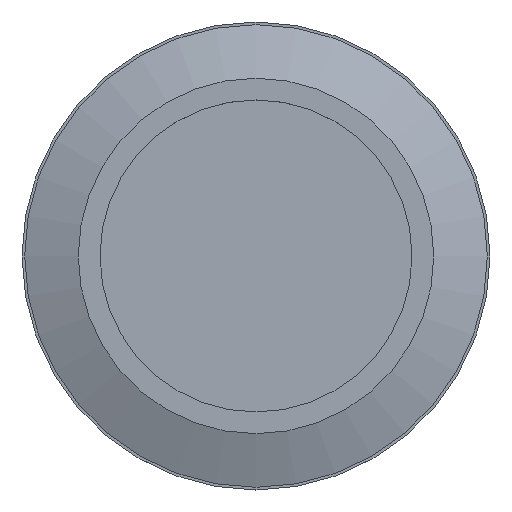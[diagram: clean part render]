
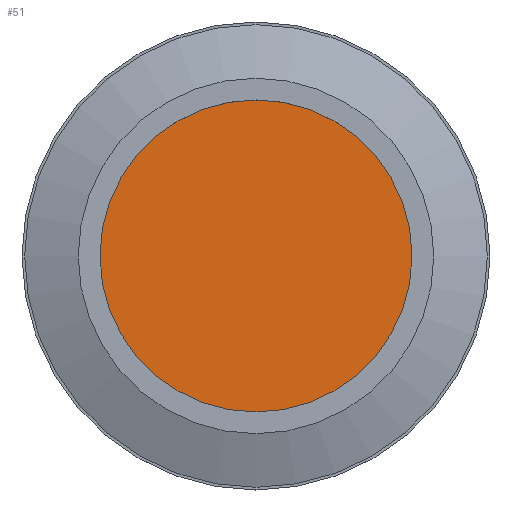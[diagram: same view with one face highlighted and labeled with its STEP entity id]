
A CAD part, top view. The second image highlights one B-rep face of the part: STEP entity #51.
In plain terms, the highlighted planar face has unit normal (0, 0, 1).
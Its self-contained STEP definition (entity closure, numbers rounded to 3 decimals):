
#51 = ADVANCED_FACE( '', ( #110 ), #111, .F. );
#110 = FACE_OUTER_BOUND( '', #175, .T. );
#111 = PLANE( '', #176 );
#175 = EDGE_LOOP( '', ( #246 ) );
#176 = AXIS2_PLACEMENT_3D( '', #247, #248, #249 );
#246 = ORIENTED_EDGE( '', *, *, #314, .T. );
#247 = CARTESIAN_POINT( '', ( 12., 0., 7. ) );
#248 = DIRECTION( '', ( 0., 0., -1. ) );
#249 = DIRECTION( '', ( -1., 0., 0. ) );
#314 = EDGE_CURVE( '', #353, #353, #354, .T. );
#353 = VERTEX_POINT( '', #396 );
#354 = CIRCLE( '', #397, 12. );
#396 = CARTESIAN_POINT( '', ( 12., 0., 7. ) );
#397 = AXIS2_PLACEMENT_3D( '', #442, #443, #444 );
#442 = CARTESIAN_POINT( '', ( 0., 0., 7. ) );
#443 = DIRECTION( '', ( 0., 0., 1. ) );
#444 = DIRECTION( '', ( 1., 0., 0. ) );
